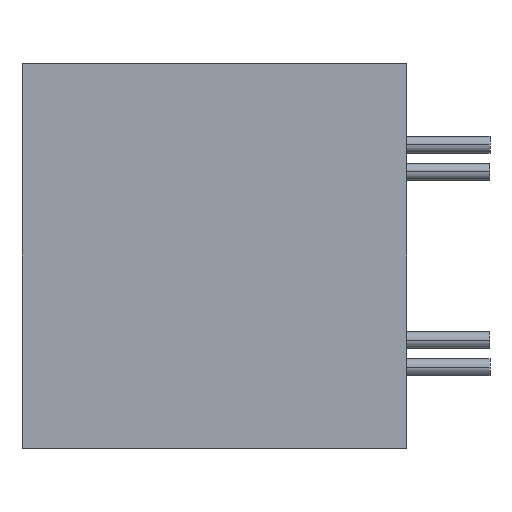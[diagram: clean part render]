
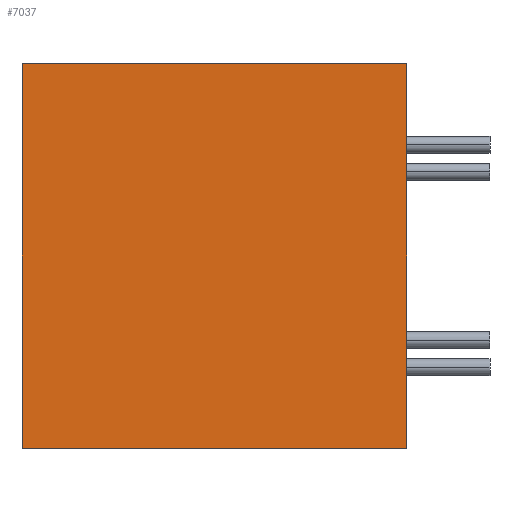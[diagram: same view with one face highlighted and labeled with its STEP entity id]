
A CAD part, left-side view. The second image highlights one B-rep face of the part: STEP entity #7037.
In plain terms, the highlighted planar face has unit normal (-1, 0, 0).
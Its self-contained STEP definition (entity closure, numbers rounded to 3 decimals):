
#86 = VERTEX_POINT ( 'NONE', #4862 ) ;
#362 = DIRECTION ( 'NONE',  ( 0., 0., 1. ) ) ;
#394 = AXIS2_PLACEMENT_3D ( 'NONE', #6849, #3244, #5028 ) ;
#905 = LINE ( 'NONE', #2791, #8129 ) ;
#1229 = VECTOR ( 'NONE', #362, 1000. ) ;
#1358 = PLANE ( 'NONE',  #394 ) ;
#1458 = ORIENTED_EDGE ( 'NONE', *, *, #5504, .F. ) ;
#1849 = VERTEX_POINT ( 'NONE', #4024 ) ;
#2189 = CARTESIAN_POINT ( 'NONE',  ( -19., -9.25, -18.5 ) ) ;
#2791 = CARTESIAN_POINT ( 'NONE',  ( -19., 9.25, -18.5 ) ) ;
#3003 = LINE ( 'NONE', #7294, #8981 ) ;
#3055 = VECTOR ( 'NONE', #5746, 1000. ) ;
#3168 = EDGE_CURVE ( 'NONE', #3301, #3914, #5690, .T. ) ;
#3219 = EDGE_CURVE ( 'NONE', #3914, #86, #9181, .T. ) ;
#3244 = DIRECTION ( 'NONE',  ( -1., 0., 0. ) ) ;
#3301 = VERTEX_POINT ( 'NONE', #11342 ) ;
#3651 = DIRECTION ( 'NONE',  ( 0., 0., 1. ) ) ;
#3862 = CARTESIAN_POINT ( 'NONE',  ( -19., -9.25, -18.5 ) ) ;
#3914 = VERTEX_POINT ( 'NONE', #3862 ) ;
#4024 = CARTESIAN_POINT ( 'NONE',  ( -19., 9.25, 0. ) ) ;
#4862 = CARTESIAN_POINT ( 'NONE',  ( -19., -9.25, 0. ) ) ;
#5028 = DIRECTION ( 'NONE',  ( 0., 0., 1. ) ) ;
#5504 = EDGE_CURVE ( 'NONE', #1849, #86, #3003, .T. ) ;
#5690 = LINE ( 'NONE', #2189, #3055 ) ;
#5746 = DIRECTION ( 'NONE',  ( 0., -1., 0. ) ) ;
#6849 = CARTESIAN_POINT ( 'NONE',  ( -19., -9.25, -18.5 ) ) ;
#7037 = ADVANCED_FACE ( 'NONE', ( #7653 ), #1358, .T. ) ;
#7294 = CARTESIAN_POINT ( 'NONE',  ( -19., -9.25, 0. ) ) ;
#7653 = FACE_OUTER_BOUND ( 'NONE', #10141, .T. ) ;
#8095 = CARTESIAN_POINT ( 'NONE',  ( -19., -9.25, -18.5 ) ) ;
#8129 = VECTOR ( 'NONE', #3651, 1000. ) ;
#8673 = ORIENTED_EDGE ( 'NONE', *, *, #3168, .T. ) ;
#8944 = ORIENTED_EDGE ( 'NONE', *, *, #9174, .F. ) ;
#8981 = VECTOR ( 'NONE', #9248, 1000. ) ;
#9174 = EDGE_CURVE ( 'NONE', #3301, #1849, #905, .T. ) ;
#9181 = LINE ( 'NONE', #8095, #1229 ) ;
#9248 = DIRECTION ( 'NONE',  ( 0., -1., 0. ) ) ;
#9251 = ORIENTED_EDGE ( 'NONE', *, *, #3219, .T. ) ;
#10141 = EDGE_LOOP ( 'NONE', ( #1458, #8944, #8673, #9251 ) ) ;
#11342 = CARTESIAN_POINT ( 'NONE',  ( -19., 9.25, -18.5 ) ) ;
